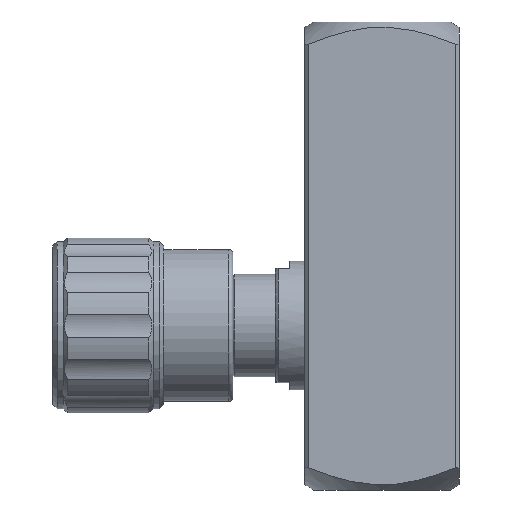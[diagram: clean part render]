
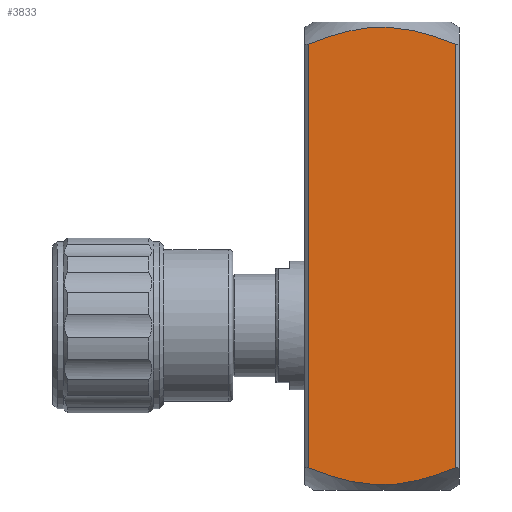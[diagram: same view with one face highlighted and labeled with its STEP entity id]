
A CAD part, left-side view. The second image highlights one B-rep face of the part: STEP entity #3833.
In plain terms, the highlighted planar face has unit normal (-1, 0, 0).
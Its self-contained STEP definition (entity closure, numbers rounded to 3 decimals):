
#34=(
BOUNDED_CURVE()
B_SPLINE_CURVE(2,(#6754,#6755,#6756),.UNSPECIFIED.,.F.,.F.)
B_SPLINE_CURVE_WITH_KNOTS((3,3),(0.413,3.754),
 .UNSPECIFIED.)
CURVE()
GEOMETRIC_REPRESENTATION_ITEM()
RATIONAL_B_SPLINE_CURVE((1.119,1.548,1.119))
REPRESENTATION_ITEM('')
);
#38=(
BOUNDED_CURVE()
B_SPLINE_CURVE(2,(#6771,#6772,#6773),.UNSPECIFIED.,.F.,.F.)
B_SPLINE_CURVE_WITH_KNOTS((3,3),(0.447,3.822),
 .UNSPECIFIED.)
CURVE()
GEOMETRIC_REPRESENTATION_ITEM()
RATIONAL_B_SPLINE_CURVE((1.13,1.563,1.13))
REPRESENTATION_ITEM('')
);
#342=LINE('',#6714,#612);
#345=LINE('',#6726,#615);
#612=VECTOR('',#5323,10.);
#615=VECTOR('',#5334,10.);
#925=FACE_OUTER_BOUND('',#1138,.T.);
#1138=EDGE_LOOP('',(#3328,#3329,#3330,#3331));
#1704=VERTEX_POINT('',#6710);
#1706=VERTEX_POINT('',#6713);
#1709=VERTEX_POINT('',#6720);
#1711=VERTEX_POINT('',#6724);
#2237=EDGE_CURVE('',#1706,#1704,#342,.T.);
#2243=EDGE_CURVE('',#1709,#1711,#345,.T.);
#2254=EDGE_CURVE('',#1711,#1706,#34,.T.);
#2260=EDGE_CURVE('',#1704,#1709,#38,.T.);
#3328=ORIENTED_EDGE('',*,*,#2243,.T.);
#3329=ORIENTED_EDGE('',*,*,#2254,.T.);
#3330=ORIENTED_EDGE('',*,*,#2237,.T.);
#3331=ORIENTED_EDGE('',*,*,#2260,.T.);
#3459=PLANE('',#4271);
#3833=ADVANCED_FACE('',(#925),#3459,.T.);
#4271=AXIS2_PLACEMENT_3D('',#6780,#5359,#5360);
#5323=DIRECTION('',(0.,0.,-1.));
#5334=DIRECTION('',(0.,0.,1.));
#5359=DIRECTION('center_axis',(-1.,0.,0.));
#5360=DIRECTION('ref_axis',(0.,-1.,0.));
#6710=CARTESIAN_POINT('',(-15.,14.337,-27.68));
#6713=CARTESIAN_POINT('',(-15.,14.337,54.68));
#6714=CARTESIAN_POINT('',(-15.,14.337,0.));
#6720=CARTESIAN_POINT('',(-15.,-14.337,-27.68));
#6724=CARTESIAN_POINT('',(-15.,-14.337,54.68));
#6726=CARTESIAN_POINT('',(-15.,-14.337,0.));
#6754=CARTESIAN_POINT('Ctrl Pts',(-15.,-14.337,54.68));
#6755=CARTESIAN_POINT('Ctrl Pts',(-15.,0.,60.4));
#6756=CARTESIAN_POINT('Ctrl Pts',(-15.,14.337,54.68));
#6771=CARTESIAN_POINT('Ctrl Pts',(-15.,14.337,-27.68));
#6772=CARTESIAN_POINT('Ctrl Pts',(-15.,0.,-33.4));
#6773=CARTESIAN_POINT('Ctrl Pts',(-15.,-14.337,-27.68));
#6780=CARTESIAN_POINT('Origin',(-15.,15.,0.));
